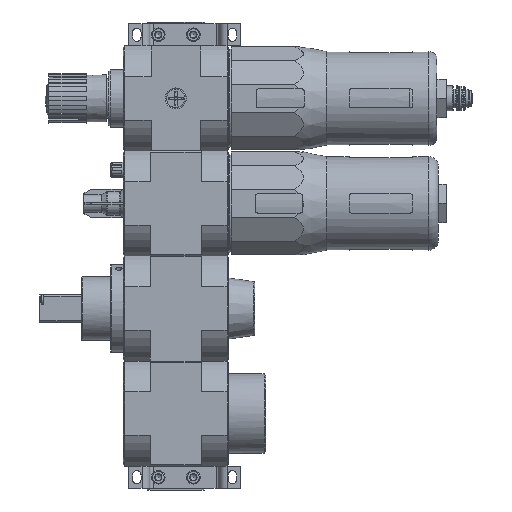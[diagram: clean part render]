
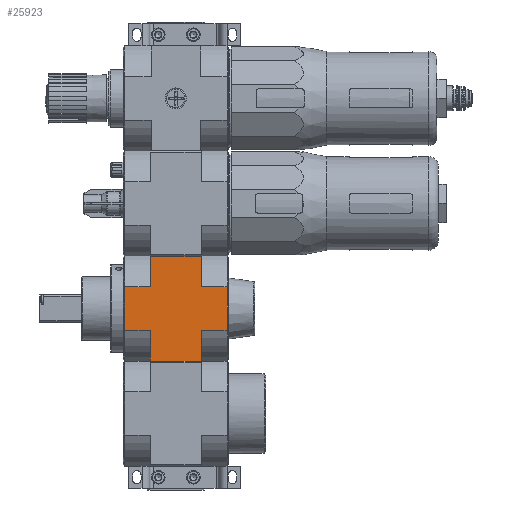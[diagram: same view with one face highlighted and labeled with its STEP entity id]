
A CAD part, left-side view. The second image highlights one B-rep face of the part: STEP entity #25923.
In plain terms, the highlighted face is planar.
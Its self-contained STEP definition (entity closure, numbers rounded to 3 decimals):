
#7517=ORIENTED_EDGE('',*,*,#12572,.T.);
#7518=ORIENTED_EDGE('',*,*,#12573,.F.);
#7519=ORIENTED_EDGE('',*,*,#12574,.T.);
#7520=ORIENTED_EDGE('',*,*,#12556,.T.);
#7521=ORIENTED_EDGE('',*,*,#12575,.F.);
#7522=ORIENTED_EDGE('',*,*,#12576,.F.);
#7523=ORIENTED_EDGE('',*,*,#12577,.F.);
#7524=ORIENTED_EDGE('',*,*,#12578,.F.);
#7525=ORIENTED_EDGE('',*,*,#12579,.F.);
#7526=ORIENTED_EDGE('',*,*,#12564,.T.);
#7527=ORIENTED_EDGE('',*,*,#12580,.T.);
#7528=ORIENTED_EDGE('',*,*,#12581,.F.);
#12556=EDGE_CURVE('',#15503,#15502,#17368,.T.);
#12564=EDGE_CURVE('',#15510,#15509,#17373,.T.);
#12572=EDGE_CURVE('',#15516,#15517,#17381,.T.);
#12573=EDGE_CURVE('',#15518,#15517,#17382,.F.);
#12574=EDGE_CURVE('',#15518,#15503,#17383,.T.);
#12575=EDGE_CURVE('',#15519,#15502,#17384,.T.);
#12576=EDGE_CURVE('',#15520,#15519,#17385,.F.);
#12577=EDGE_CURVE('',#15521,#15520,#17386,.T.);
#12578=EDGE_CURVE('',#15522,#15521,#17387,.T.);
#12579=EDGE_CURVE('',#15510,#15522,#17388,.T.);
#12580=EDGE_CURVE('',#15509,#15523,#17389,.T.);
#12581=EDGE_CURVE('',#15516,#15523,#17390,.T.);
#15502=VERTEX_POINT('',#53404);
#15503=VERTEX_POINT('',#53406);
#15509=VERTEX_POINT('',#53420);
#15510=VERTEX_POINT('',#53422);
#15516=VERTEX_POINT('',#53437);
#15517=VERTEX_POINT('',#53438);
#15518=VERTEX_POINT('',#53440);
#15519=VERTEX_POINT('',#53443);
#15520=VERTEX_POINT('',#53445);
#15521=VERTEX_POINT('',#53447);
#15522=VERTEX_POINT('',#53449);
#15523=VERTEX_POINT('',#53452);
#17368=LINE('',#53405,#19228);
#17373=LINE('',#53421,#19233);
#17381=LINE('',#53436,#19241);
#17382=LINE('',#53439,#19242);
#17383=LINE('',#53441,#19243);
#17384=LINE('',#53442,#19244);
#17385=LINE('',#53444,#19245);
#17386=LINE('',#53446,#19246);
#17387=LINE('',#53448,#19247);
#17388=LINE('',#53450,#19248);
#17389=LINE('',#53451,#19249);
#17390=LINE('',#53453,#19250);
#19228=VECTOR('',#43939,1000.);
#19233=VECTOR('',#43952,1000.);
#19241=VECTOR('',#43962,1000.);
#19242=VECTOR('',#43963,1000.);
#19243=VECTOR('',#43964,1000.);
#19244=VECTOR('',#43965,1000.);
#19245=VECTOR('',#43966,1000.);
#19246=VECTOR('',#43967,1000.);
#19247=VECTOR('',#43968,1000.);
#19248=VECTOR('',#43969,1000.);
#19249=VECTOR('',#43970,1000.);
#19250=VECTOR('',#43971,1000.);
#21267=EDGE_LOOP('',(#7517,#7518,#7519,#7520,#7521,#7522,#7523,#7524,#7525,
#7526,#7527,#7528));
#23339=FACE_BOUND('',#21267,.T.);
#24588=PLANE('',#37837);
#25923=ADVANCED_FACE('',(#23339),#24588,.T.);
#37837=AXIS2_PLACEMENT_3D('',#53435,#43960,#43961);
#43939=DIRECTION('',(0.,-1.,0.));
#43952=DIRECTION('',(0.,1.,0.));
#43960=DIRECTION('',(0.,0.,1.));
#43961=DIRECTION('',(1.,0.,0.));
#43962=DIRECTION('',(-1.,0.,0.));
#43963=DIRECTION('',(0.,-1.,0.));
#43964=DIRECTION('',(-1.,0.,0.));
#43965=DIRECTION('',(-1.,0.,0.));
#43966=DIRECTION('',(0.,-1.,0.));
#43967=DIRECTION('',(-1.,0.,0.));
#43968=DIRECTION('',(0.,-1.,0.));
#43969=DIRECTION('',(-1.,0.,0.));
#43970=DIRECTION('',(-1.,0.,0.));
#43971=DIRECTION('',(0.,-1.,0.));
#53404=CARTESIAN_POINT('',(-33.,-16.,33.));
#53405=CARTESIAN_POINT('',(-33.,32.2,33.));
#53406=CARTESIAN_POINT('',(-33.,16.,33.));
#53420=CARTESIAN_POINT('',(33.,16.,33.));
#53421=CARTESIAN_POINT('',(33.,-32.2,33.));
#53422=CARTESIAN_POINT('',(33.,-16.,33.));
#53435=CARTESIAN_POINT('',(0.,0.,33.));
#53436=CARTESIAN_POINT('',(33.,32.2,33.));
#53437=CARTESIAN_POINT('',(13.75,32.2,33.));
#53438=CARTESIAN_POINT('',(-13.75,32.2,33.));
#53439=CARTESIAN_POINT('',(-13.75,50.,33.));
#53440=CARTESIAN_POINT('',(-13.75,16.,33.));
#53441=CARTESIAN_POINT('',(0.,16.,33.));
#53442=CARTESIAN_POINT('',(0.,-16.,33.));
#53443=CARTESIAN_POINT('',(-13.75,-16.,33.));
#53444=CARTESIAN_POINT('',(-13.75,-16.,33.));
#53445=CARTESIAN_POINT('',(-13.75,-32.2,33.));
#53446=CARTESIAN_POINT('',(33.,-32.2,33.));
#53447=CARTESIAN_POINT('',(13.75,-32.2,33.));
#53448=CARTESIAN_POINT('',(13.75,-16.,33.));
#53449=CARTESIAN_POINT('',(13.75,-16.,33.));
#53450=CARTESIAN_POINT('',(0.,-16.,33.));
#53451=CARTESIAN_POINT('',(0.,16.,33.));
#53452=CARTESIAN_POINT('',(13.75,16.,33.));
#53453=CARTESIAN_POINT('',(13.75,50.,33.));
